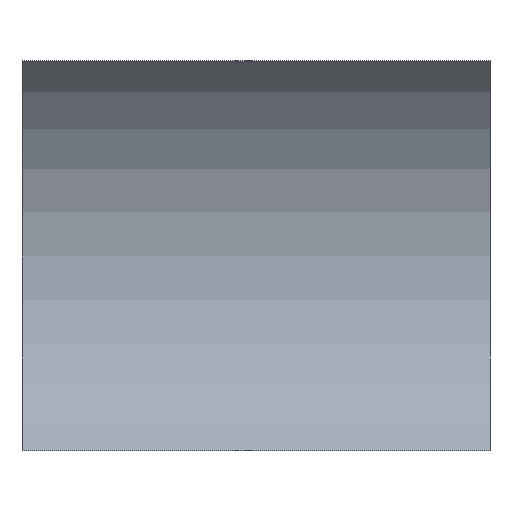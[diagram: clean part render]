
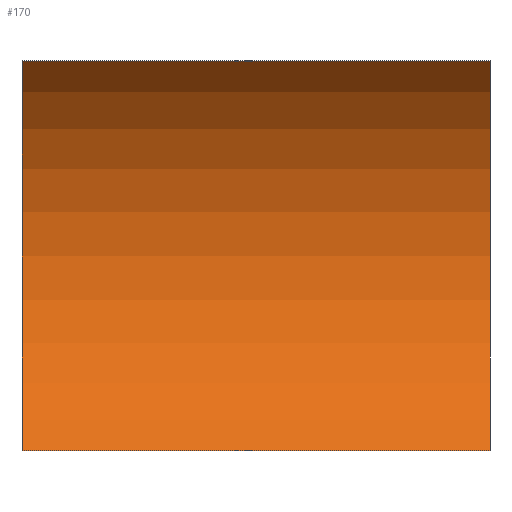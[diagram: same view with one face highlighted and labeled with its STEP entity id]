
A CAD part, left-side view. The second image highlights one B-rep face of the part: STEP entity #170.
In plain terms, the highlighted cylindrical face has radius 6.56 mm (diameter 13.12 mm), a partial arc.
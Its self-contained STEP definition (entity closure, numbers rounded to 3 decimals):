
#3 = VECTOR ( 'NONE', #93, 1000. ) ;
#10 = DIRECTION ( 'NONE',  ( 0., 0., -1. ) ) ;
#11 = VERTEX_POINT ( 'NONE', #53 ) ;
#15 = VECTOR ( 'NONE', #82, 1000. ) ;
#18 = EDGE_LOOP ( 'NONE', ( #149, #203, #104, #196 ) ) ;
#23 = VERTEX_POINT ( 'NONE', #167 ) ;
#25 = DIRECTION ( 'NONE',  ( 0., -1., 0. ) ) ;
#31 = FACE_OUTER_BOUND ( 'NONE', #18, .T. ) ;
#46 = CARTESIAN_POINT ( 'NONE',  ( -4.313, 0., 10. ) ) ;
#47 = LINE ( 'NONE', #180, #15 ) ;
#48 = DIRECTION ( 'NONE',  ( 0., -1., 0. ) ) ;
#53 = CARTESIAN_POINT ( 'NONE',  ( -4.313, 0., 0. ) ) ;
#56 = CARTESIAN_POINT ( 'NONE',  ( -4.313, 12., 0. ) ) ;
#69 = DIRECTION ( 'NONE',  ( 0., -1., 0. ) ) ;
#73 = AXIS2_PLACEMENT_3D ( 'NONE', #164, #69, #87 ) ;
#74 = EDGE_CURVE ( 'NONE', #23, #125, #47, .T. ) ;
#81 = CARTESIAN_POINT ( 'NONE',  ( -8.56, 12., 5. ) ) ;
#82 = DIRECTION ( 'NONE',  ( 0., -1., 0. ) ) ;
#87 = DIRECTION ( 'NONE',  ( 0., 0., 1. ) ) ;
#89 = VERTEX_POINT ( 'NONE', #115 ) ;
#93 = DIRECTION ( 'NONE',  ( 0., -1., 0. ) ) ;
#96 = AXIS2_PLACEMENT_3D ( 'NONE', #81, #48, #10 ) ;
#100 = CIRCLE ( 'NONE', #138, 6.56 ) ;
#104 = ORIENTED_EDGE ( 'NONE', *, *, #202, .F. ) ;
#110 = DIRECTION ( 'NONE',  ( 0., 0., 1. ) ) ;
#115 = CARTESIAN_POINT ( 'NONE',  ( -4.313, 12., 0. ) ) ;
#118 = LINE ( 'NONE', #56, #3 ) ;
#125 = VERTEX_POINT ( 'NONE', #46 ) ;
#135 = EDGE_CURVE ( 'NONE', #89, #11, #118, .T. ) ;
#138 = AXIS2_PLACEMENT_3D ( 'NONE', #179, #25, #110 ) ;
#149 = ORIENTED_EDGE ( 'NONE', *, *, #184, .T. ) ;
#164 = CARTESIAN_POINT ( 'NONE',  ( -8.56, 0., 5. ) ) ;
#167 = CARTESIAN_POINT ( 'NONE',  ( -4.313, 12., 10. ) ) ;
#170 = ADVANCED_FACE ( 'NONE', ( #31 ), #204, .F. ) ;
#175 = CIRCLE ( 'NONE', #73, 6.56 ) ;
#179 = CARTESIAN_POINT ( 'NONE',  ( -8.56, 12., 5. ) ) ;
#180 = CARTESIAN_POINT ( 'NONE',  ( -4.313, 12., 10. ) ) ;
#184 = EDGE_CURVE ( 'NONE', #11, #125, #175, .T. ) ;
#196 = ORIENTED_EDGE ( 'NONE', *, *, #135, .T. ) ;
#202 = EDGE_CURVE ( 'NONE', #89, #23, #100, .T. ) ;
#203 = ORIENTED_EDGE ( 'NONE', *, *, #74, .F. ) ;
#204 = CYLINDRICAL_SURFACE ( 'NONE', #96, 6.56 ) ;
